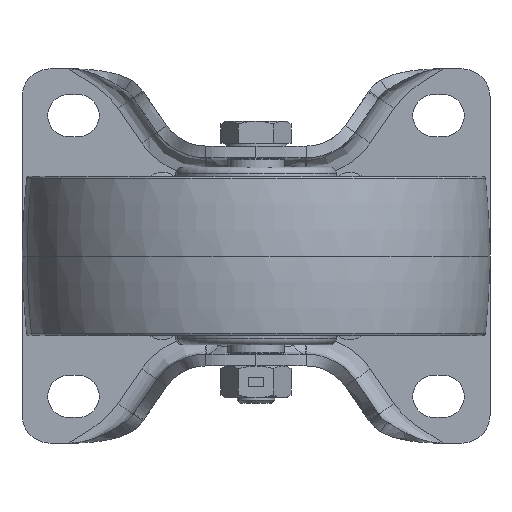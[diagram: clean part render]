
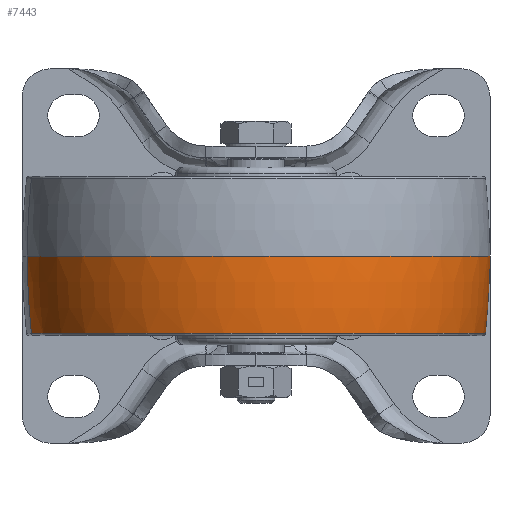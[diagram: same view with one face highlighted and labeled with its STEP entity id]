
A CAD part, front view. The second image highlights one B-rep face of the part: STEP entity #7443.
In plain terms, the highlighted toroidal (fillet/blend) face has major radius 124.991 mm and minor radius 175 mm.
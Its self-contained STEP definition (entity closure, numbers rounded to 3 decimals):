
#114 = DIRECTION ( 'NONE',  ( 0.978, 0.207, 0. ) ) ;
#315 = CIRCLE ( 'NONE', #12387, 175. ) ;
#1567 = AXIS2_PLACEMENT_3D ( 'NONE', #3743, #2120, #4148 ) ;
#2120 = DIRECTION ( 'NONE',  ( 0.207, -0.978, 0. ) ) ;
#3056 = ORIENTED_EDGE ( 'NONE', *, *, #19683, .F. ) ;
#3412 = TOROIDAL_SURFACE ( 'NONE', #11141, -124.991, 175. ) ;
#3743 = CARTESIAN_POINT ( 'NONE',  ( -122.286, -100.862, 1.764 ) ) ;
#4148 = DIRECTION ( 'NONE',  ( 0.978, 0.207, 0. ) ) ;
#4387 = CARTESIAN_POINT ( 'NONE',  ( 0., -75., -16.552 ) ) ;
#4433 = DIRECTION ( 'NONE',  ( 0., 0., 1. ) ) ;
#4931 = CARTESIAN_POINT ( 'NONE',  ( -47.986, -85.149, -16.552 ) ) ;
#5020 = EDGE_CURVE ( 'NONE', #12689, #26766, #25786, .T. ) ;
#7443 = ADVANCED_FACE ( 'NONE', ( #8457 ), #3412, .T. ) ;
#8065 = AXIS2_PLACEMENT_3D ( 'NONE', #4387, #12616, #10578 ) ;
#8068 = CARTESIAN_POINT ( 'NONE',  ( 48.918, -64.654, 0. ) ) ;
#8457 = FACE_OUTER_BOUND ( 'NONE', #17211, .T. ) ;
#9264 = ORIENTED_EDGE ( 'NONE', *, *, #5020, .T. ) ;
#10374 = AXIS2_PLACEMENT_3D ( 'NONE', #12664, #18905, #20931 ) ;
#10578 = DIRECTION ( 'NONE',  ( 0.978, 0.207, 0. ) ) ;
#11141 = AXIS2_PLACEMENT_3D ( 'NONE', #22705, #4433, #114 ) ;
#12387 = AXIS2_PLACEMENT_3D ( 'NONE', #21433, #15067, #17234 ) ;
#12616 = DIRECTION ( 'NONE',  ( 0., 0., 1. ) ) ;
#12664 = CARTESIAN_POINT ( 'NONE',  ( 0., -75., 0. ) ) ;
#12689 = VERTEX_POINT ( 'NONE', #14430 ) ;
#14430 = CARTESIAN_POINT ( 'NONE',  ( 47.986, -64.851, -16.552 ) ) ;
#15067 = DIRECTION ( 'NONE',  ( -0.207, 0.978, 0. ) ) ;
#15207 = CARTESIAN_POINT ( 'NONE',  ( -48.918, -85.346, 0. ) ) ;
#17155 = VERTEX_POINT ( 'NONE', #4931 ) ;
#17211 = EDGE_LOOP ( 'NONE', ( #3056, #21788, #9264, #17604 ) ) ;
#17234 = DIRECTION ( 'NONE',  ( -0.978, -0.207, 0. ) ) ;
#17604 = ORIENTED_EDGE ( 'NONE', *, *, #26238, .F. ) ;
#18137 = CIRCLE ( 'NONE', #10374, 50. ) ;
#18905 = DIRECTION ( 'NONE',  ( 0., 0., 1. ) ) ;
#19091 = VERTEX_POINT ( 'NONE', #15207 ) ;
#19683 = EDGE_CURVE ( 'NONE', #17155, #19091, #315, .T. ) ;
#20931 = DIRECTION ( 'NONE',  ( 0.978, 0.207, 0. ) ) ;
#21433 = CARTESIAN_POINT ( 'NONE',  ( 122.286, -49.138, 1.764 ) ) ;
#21788 = ORIENTED_EDGE ( 'NONE', *, *, #24243, .T. ) ;
#22705 = CARTESIAN_POINT ( 'NONE',  ( 0., -75., 1.764 ) ) ;
#24243 = EDGE_CURVE ( 'NONE', #17155, #12689, #25838, .T. ) ;
#25786 = CIRCLE ( 'NONE', #1567, 175. ) ;
#25838 = CIRCLE ( 'NONE', #8065, 49.048 ) ;
#26238 = EDGE_CURVE ( 'NONE', #19091, #26766, #18137, .T. ) ;
#26766 = VERTEX_POINT ( 'NONE', #8068 ) ;
